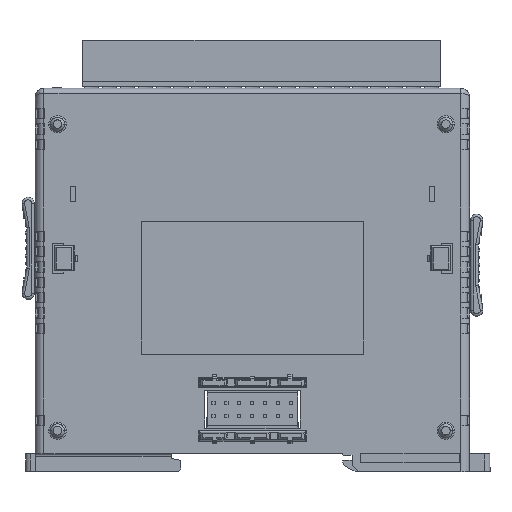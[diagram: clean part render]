
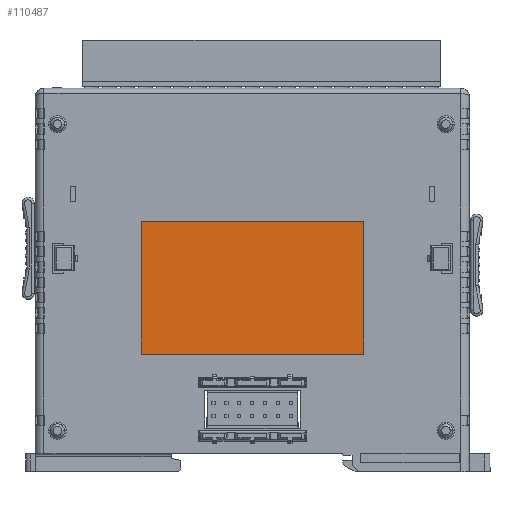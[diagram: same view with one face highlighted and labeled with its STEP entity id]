
A CAD part, left-side view. The second image highlights one B-rep face of the part: STEP entity #110487.
In plain terms, the highlighted planar face has unit normal (-1, 0, 0).
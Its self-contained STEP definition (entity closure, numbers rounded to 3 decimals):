
#19 = CARTESIAN_POINT ( 'NONE',  ( 83., -53.114, -62.186 ) ) ;
#1623 = DIRECTION ( 'NONE',  ( 0., -1., 0. ) ) ;
#2872 = DIRECTION ( 'NONE',  ( 0., -1., 0. ) ) ;
#7212 = LINE ( 'NONE', #29979, #161153 ) ;
#10605 = VECTOR ( 'NONE', #185608, 1000. ) ;
#10723 = DIRECTION ( 'NONE',  ( 1., 0., 0. ) ) ;
#11242 = CARTESIAN_POINT ( 'NONE',  ( 83., -53.314, -62.186 ) ) ;
#11281 = AXIS2_PLACEMENT_3D ( 'NONE', #180219, #90909, #1623 ) ;
#14917 = DIRECTION ( 'NONE',  ( 0., -1., 0. ) ) ;
#15237 = LINE ( 'NONE', #82001, #10605 ) ;
#20857 = CARTESIAN_POINT ( 'NONE',  ( 83., -9.714, -62.186 ) ) ;
#23394 = ORIENTED_EDGE ( 'NONE', *, *, #76943, .T. ) ;
#25308 = ORIENTED_EDGE ( 'NONE', *, *, #35887, .T. ) ;
#27861 = ORIENTED_EDGE ( 'NONE', *, *, #115518, .T. ) ;
#29979 = CARTESIAN_POINT ( 'NONE',  ( 83., -9.714, -75.386 ) ) ;
#30736 = DIRECTION ( 'NONE',  ( 0., -1., 0. ) ) ;
#31383 = CARTESIAN_POINT ( 'NONE',  ( 83., -9.914, -36.386 ) ) ;
#35887 = EDGE_CURVE ( 'NONE', #143086, #51142, #179522, .T. ) ;
#41549 = CIRCLE ( 'NONE', #11281, 0.2 ) ;
#46470 = VERTEX_POINT ( 'NONE', #182812 ) ;
#51142 = VERTEX_POINT ( 'NONE', #31383 ) ;
#51152 = AXIS2_PLACEMENT_3D ( 'NONE', #19, #104326, #14917 ) ;
#56920 = CARTESIAN_POINT ( 'NONE',  ( 83., -9.914, -36.586 ) ) ;
#65175 = VECTOR ( 'NONE', #102237, 1000. ) ;
#66067 = VERTEX_POINT ( 'NONE', #11242 ) ;
#69464 = LINE ( 'NONE', #120037, #148762 ) ;
#70422 = VERTEX_POINT ( 'NONE', #94099 ) ;
#71940 = DIRECTION ( 'NONE',  ( 0., -1., 0. ) ) ;
#75692 = CIRCLE ( 'NONE', #165086, 0.2 ) ;
#76943 = EDGE_CURVE ( 'NONE', #51142, #163481, #157522, .T. ) ;
#82001 = CARTESIAN_POINT ( 'NONE',  ( 83., -53.314, -75.386 ) ) ;
#90909 = DIRECTION ( 'NONE',  ( -1., 0., 0. ) ) ;
#92143 = DIRECTION ( 'NONE',  ( -1., 0., 0. ) ) ;
#94099 = CARTESIAN_POINT ( 'NONE',  ( 83., -53.114, -62.386 ) ) ;
#100086 = CARTESIAN_POINT ( 'NONE',  ( 83., 10.986, -75.386 ) ) ;
#100679 = CIRCLE ( 'NONE', #51152, 0.2 ) ;
#102216 = ORIENTED_EDGE ( 'NONE', *, *, #159378, .T. ) ;
#102237 = DIRECTION ( 'NONE',  ( 0., 1., 0. ) ) ;
#104326 = DIRECTION ( 'NONE',  ( -1., 0., 0. ) ) ;
#110025 = ORIENTED_EDGE ( 'NONE', *, *, #178262, .T. ) ;
#110487 = ADVANCED_FACE ( 'NONE', ( #140974 ), #173713, .F. ) ;
#115125 = DIRECTION ( 'NONE',  ( 0., 0., 1. ) ) ;
#115518 = EDGE_CURVE ( 'NONE', #163481, #134708, #7212, .T. ) ;
#116587 = CARTESIAN_POINT ( 'NONE',  ( 83., 10.986, -36.386 ) ) ;
#119747 = EDGE_CURVE ( 'NONE', #46470, #70422, #69464, .T. ) ;
#120037 = CARTESIAN_POINT ( 'NONE',  ( 83., 10.986, -62.386 ) ) ;
#121201 = ORIENTED_EDGE ( 'NONE', *, *, #119747, .T. ) ;
#133378 = AXIS2_PLACEMENT_3D ( 'NONE', #100086, #10723, #115125 ) ;
#134708 = VERTEX_POINT ( 'NONE', #20857 ) ;
#140868 = EDGE_CURVE ( 'NONE', #70422, #66067, #100679, .T. ) ;
#140974 = FACE_OUTER_BOUND ( 'NONE', #151792, .T. ) ;
#143086 = VERTEX_POINT ( 'NONE', #152137 ) ;
#146248 = ORIENTED_EDGE ( 'NONE', *, *, #140868, .T. ) ;
#146500 = CARTESIAN_POINT ( 'NONE',  ( 83., -9.714, -36.586 ) ) ;
#148762 = VECTOR ( 'NONE', #30736, 1000. ) ;
#149613 = EDGE_CURVE ( 'NONE', #134708, #46470, #75692, .T. ) ;
#149849 = DIRECTION ( 'NONE',  ( 0., 0., -1. ) ) ;
#151792 = EDGE_LOOP ( 'NONE', ( #165134, #121201, #146248, #102216, #110025, #25308, #23394, #27861 ) ) ;
#152137 = CARTESIAN_POINT ( 'NONE',  ( 83., -53.114, -36.386 ) ) ;
#155075 = AXIS2_PLACEMENT_3D ( 'NONE', #56920, #161268, #71940 ) ;
#157522 = CIRCLE ( 'NONE', #155075, 0.2 ) ;
#159378 = EDGE_CURVE ( 'NONE', #66067, #160829, #15237, .T. ) ;
#160025 = CARTESIAN_POINT ( 'NONE',  ( 83., -53.314, -36.586 ) ) ;
#160829 = VERTEX_POINT ( 'NONE', #160025 ) ;
#161153 = VECTOR ( 'NONE', #149849, 1000. ) ;
#161268 = DIRECTION ( 'NONE',  ( -1., 0., 0. ) ) ;
#163481 = VERTEX_POINT ( 'NONE', #146500 ) ;
#165086 = AXIS2_PLACEMENT_3D ( 'NONE', #181459, #92143, #2872 ) ;
#165134 = ORIENTED_EDGE ( 'NONE', *, *, #149613, .T. ) ;
#173713 = PLANE ( 'NONE',  #133378 ) ;
#178262 = EDGE_CURVE ( 'NONE', #160829, #143086, #41549, .T. ) ;
#179522 = LINE ( 'NONE', #116587, #65175 ) ;
#180219 = CARTESIAN_POINT ( 'NONE',  ( 83., -53.114, -36.586 ) ) ;
#181459 = CARTESIAN_POINT ( 'NONE',  ( 83., -9.914, -62.186 ) ) ;
#182812 = CARTESIAN_POINT ( 'NONE',  ( 83., -9.914, -62.386 ) ) ;
#185608 = DIRECTION ( 'NONE',  ( 0., 0., 1. ) ) ;
